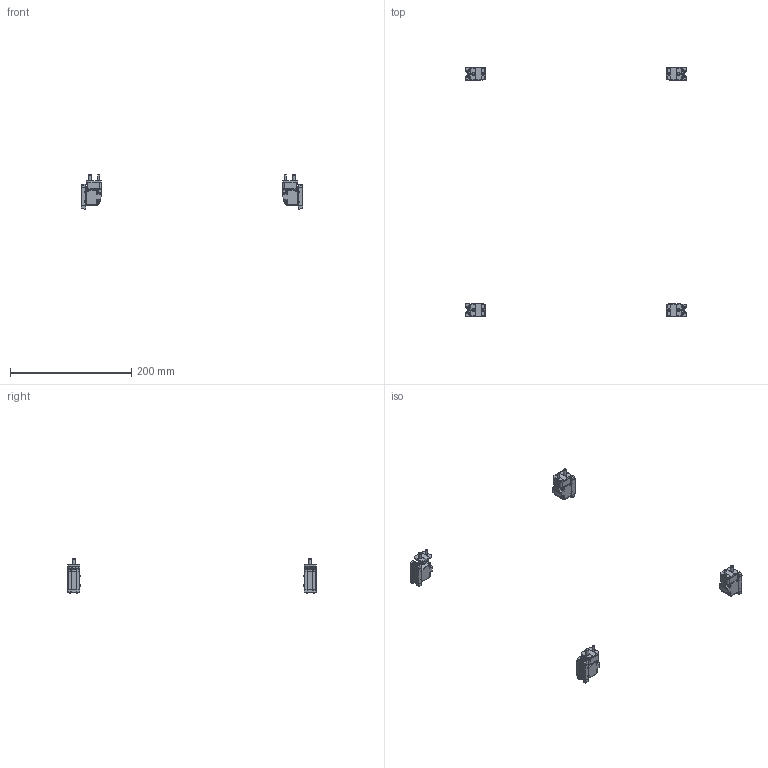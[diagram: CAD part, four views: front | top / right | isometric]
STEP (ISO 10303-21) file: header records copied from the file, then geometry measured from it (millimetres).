
FILE_DESCRIPTION(/* description */ (''),/* implementation_level */ '2;1');
FILE_NAME(/* name */ 'Short_Z_Joints.step',/* time_stamp */ '2021-09-02T01:04:44-04:00',/* author */ (''),/* organization */ (''),/* preprocessor_version */ 'ST-DEVELOPER v18.1',/* originating_system */ 'Autodesk Translation Framework v10.10.0.1391',/* authorisation */ '');
FILE_SCHEMA (('AUTOMOTIVE_DESIGN { 1 0 10303 214 3 1 1 }'));
Length unit declared in the file: millimetre
Products named in the file (14): Gantry; Z Joint Hall Effect; Z Joint; Z Joint_1; Z Joint_2; Z Bearing Block Bottom; M5x30 SHCS; Z Bearing Block Top; M3x20 SHCS; Z Belt Clamp Lower; MGN9H; M3x20 SHCS (3); M5x20 BHCS; M5 Hex Nut
Assembly tree (51 placements, depth 3):
  Gantry
    Z Joint Hall Effect
      M3x20 SHCS  x4
      M5x20 BHCS
      Z Bearing Block Bottom
      M5x30 SHCS
      M3x20 SHCS (3)
      Z Belt Clamp Lower
      MGN9H
      M5 Hex Nut
    Z Joint
      Z Bearing Block Bottom
      M5x30 SHCS
      M3x20 SHCS  x4
      Z Bearing Block Top
      Z Belt Clamp Lower
      MGN9H
      M3x20 SHCS (3)
      M5x20 BHCS
      M5 Hex Nut
    Z Joint_1
      Z Bearing Block Bottom
      M5x30 SHCS
      M3x20 SHCS  x4
      Z Bearing Block Top
      Z Belt Clamp Lower
      MGN9H
      M3x20 SHCS (3)
      M5x20 BHCS
      M5 Hex Nut
    Z Joint_2
      Z Bearing Block Bottom
      M5x30 SHCS
      M3x20 SHCS  x4
      Z Bearing Block Top
      Z Belt Clamp Lower
      MGN9H
      M3x20 SHCS (3)
      M5x20 BHCS
      M5 Hex Nut
Bounding box: 366.02 x 410.49 x 56.78 mm (x, y, z)
Volume: 84927.2 mm3; surface area: 58104.8 mm2
Topology: 79 solids, 79 shells, 2278 faces, 5856 edges, 3751 vertices
Faces by surface type: plane 1587, cylinder 346, cone 229, torus 62, sphere 30, bspline 24
Full cylindrical faces by diameter (mm): 1.288 x20, 2.603 x16, 3 x36, 3.3 x4, 3.4 x19, 4.2 x4, 5 x8, 5.3 x3, 5.4 x7, 5.5 x20, 6 x3, 8.5 x4, 9.5 x4
Entity records: 17602 total; most frequent: CARTESIAN_POINT 3723, DIRECTION 2810, ORIENTED_EDGE 2720, EDGE_CURVE 1360, AXIS2_PLACEMENT_3D 944, LINE 922, VECTOR 922, VERTEX_POINT 878
